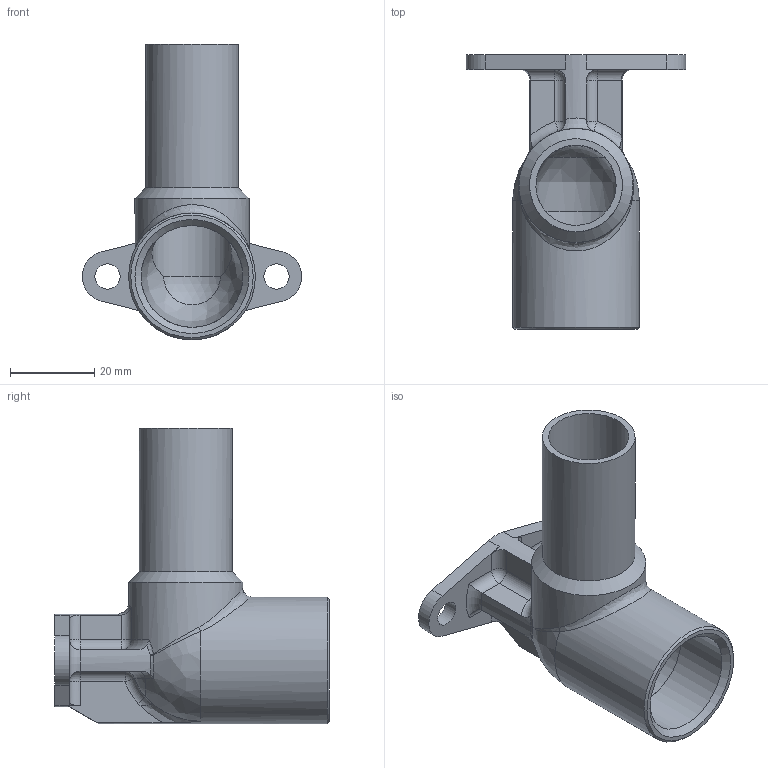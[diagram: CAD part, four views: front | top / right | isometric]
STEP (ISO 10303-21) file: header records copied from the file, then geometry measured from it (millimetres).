
FILE_DESCRIPTION(/* description */ ('GOMITI C/FLANGIA "A" 90''MF 22x3/4" + DIST.'),/* implementation_level */ '2;1');
FILE_NAME(/* name */ '185304122M_Inoxpres.stp',/* time_stamp */ '2022-10-11T15:06:08+02:00',/* author */ ('Vault'),/* organization */ ('Raccorderie metalliche s.p.a. '),/* preprocessor_version */ 'ST-DEVELOPER v18.1',/* originating_system */ 'Autodesk Inventor 2020',/* authorisation */ 'Raccorderie metalliche s.p.a. ');
FILE_SCHEMA (('AUTOMOTIVE_DESIGN { 1 0 10303 214 3 1 1 }'));
Length unit declared in the file: millimetre
Products named in the file (1): 185304122M_Inoxpres
Bounding box: 52 x 65 x 70 mm (x, y, z)
Volume: 23420.7 mm3; surface area: 16173.9 mm2
Topology: 1 solids, 1 shells, 90 faces, 236 edges, 140 vertices
Faces by surface type: cylinder 30, plane 18, bspline 17, sphere 11, torus 10, cone 4
Full cylindrical faces by diameter (mm): 6 x2, 19 x1, 22 x1, 24.1 x1, 24.117 x1, 27 x1, 30 x1
Entity records: 3461 total; most frequent: CARTESIAN_POINT 1339, ORIENTED_EDGE 456, DIRECTION 413, EDGE_CURVE 228, AXIS2_PLACEMENT_3D 170, VERTEX_POINT 140, EDGE_LOOP 96, CIRCLE 94
